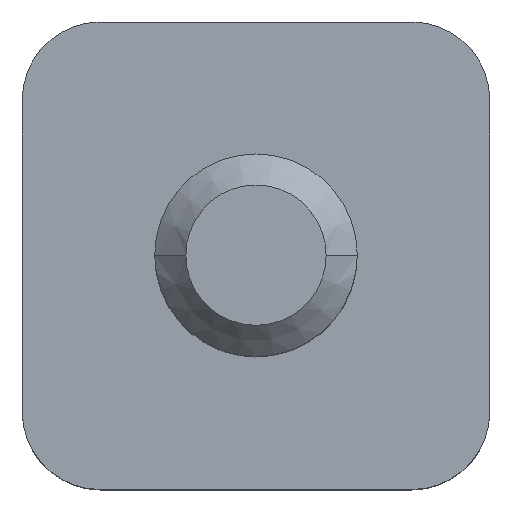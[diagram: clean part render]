
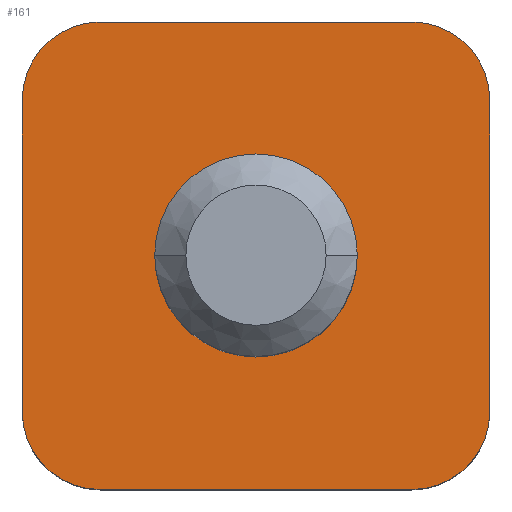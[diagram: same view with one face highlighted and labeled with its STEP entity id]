
A CAD part, top view. The second image highlights one B-rep face of the part: STEP entity #161.
In plain terms, the highlighted planar face has unit normal (0, 0, 1).
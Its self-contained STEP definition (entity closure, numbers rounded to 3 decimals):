
#1 = EDGE_CURVE ( 'NONE', #44, #367, #604, .T. ) ;
#13 = CARTESIAN_POINT ( 'NONE',  ( -7.5, -5., 8.5 ) ) ;
#20 = DIRECTION ( 'NONE',  ( 0., 0., 1. ) ) ;
#24 = DIRECTION ( 'NONE',  ( 0., 0., 1. ) ) ;
#27 = CARTESIAN_POINT ( 'NONE',  ( 5., 7.5, 8.5 ) ) ;
#34 = CIRCLE ( 'NONE', #423, 3.25 ) ;
#44 = VERTEX_POINT ( 'NONE', #459 ) ;
#45 = AXIS2_PLACEMENT_3D ( 'NONE', #490, #24, #166 ) ;
#58 = VECTOR ( 'NONE', #536, 1000. ) ;
#63 = EDGE_CURVE ( 'NONE', #846, #696, #34, .T. ) ;
#77 = CARTESIAN_POINT ( 'NONE',  ( 0., 0., 8.5 ) ) ;
#78 = AXIS2_PLACEMENT_3D ( 'NONE', #721, #571, #377 ) ;
#85 = DIRECTION ( 'NONE',  ( 1., 0., 0. ) ) ;
#91 = ORIENTED_EDGE ( 'NONE', *, *, #1, .T. ) ;
#95 = DIRECTION ( 'NONE',  ( 0., -1., 0. ) ) ;
#98 = CIRCLE ( 'NONE', #575, 2.5 ) ;
#114 = CIRCLE ( 'NONE', #754, 3.25 ) ;
#118 = VERTEX_POINT ( 'NONE', #27 ) ;
#143 = CARTESIAN_POINT ( 'NONE',  ( -5., 7.5, 8.5 ) ) ;
#153 = CARTESIAN_POINT ( 'NONE',  ( -5., 5., 8.5 ) ) ;
#158 = DIRECTION ( 'NONE',  ( 1., 0., 0. ) ) ;
#161 = ADVANCED_FACE ( 'NONE', ( #764, #836 ), #419, .T. ) ;
#166 = DIRECTION ( 'NONE',  ( 1., 0., 0. ) ) ;
#178 = AXIS2_PLACEMENT_3D ( 'NONE', #808, #395, #409 ) ;
#209 = CARTESIAN_POINT ( 'NONE',  ( -7.5, 5., 8.5 ) ) ;
#211 = DIRECTION ( 'NONE',  ( 0., 0., 1. ) ) ;
#236 = CIRCLE ( 'NONE', #730, 2.5 ) ;
#238 = DIRECTION ( 'NONE',  ( 1., 0., 0. ) ) ;
#243 = EDGE_CURVE ( 'NONE', #535, #749, #98, .T. ) ;
#255 = EDGE_CURVE ( 'NONE', #876, #311, #274, .T. ) ;
#267 = CARTESIAN_POINT ( 'NONE',  ( -5., -5., 8.5 ) ) ;
#272 = CARTESIAN_POINT ( 'NONE',  ( 3.25, 0., 8.5 ) ) ;
#274 = LINE ( 'NONE', #678, #58 ) ;
#287 = LINE ( 'NONE', #552, #549 ) ;
#292 = CARTESIAN_POINT ( 'NONE',  ( 7.5, 5., 8.5 ) ) ;
#295 = ORIENTED_EDGE ( 'NONE', *, *, #567, .T. ) ;
#300 = CARTESIAN_POINT ( 'NONE',  ( 0., 0., 8.5 ) ) ;
#311 = VERTEX_POINT ( 'NONE', #292 ) ;
#314 = ORIENTED_EDGE ( 'NONE', *, *, #255, .T. ) ;
#330 = CARTESIAN_POINT ( 'NONE',  ( 5., 7.5, 8.5 ) ) ;
#346 = CARTESIAN_POINT ( 'NONE',  ( -5., -7.5, 8.5 ) ) ;
#348 = CIRCLE ( 'NONE', #178, 2.5 ) ;
#367 = VERTEX_POINT ( 'NONE', #370 ) ;
#370 = CARTESIAN_POINT ( 'NONE',  ( 5., -7.5, 8.5 ) ) ;
#373 = EDGE_CURVE ( 'NONE', #696, #846, #114, .T. ) ;
#375 = ORIENTED_EDGE ( 'NONE', *, *, #63, .F. ) ;
#377 = DIRECTION ( 'NONE',  ( 1., 0., 0. ) ) ;
#390 = CARTESIAN_POINT ( 'NONE',  ( -3.25, 0., 8.5 ) ) ;
#395 = DIRECTION ( 'NONE',  ( 0., 0., 1. ) ) ;
#409 = DIRECTION ( 'NONE',  ( 1., 0., 0. ) ) ;
#419 = PLANE ( 'NONE',  #45 ) ;
#423 = AXIS2_PLACEMENT_3D ( 'NONE', #77, #466, #85 ) ;
#434 = EDGE_LOOP ( 'NONE', ( #738, #375 ) ) ;
#459 = CARTESIAN_POINT ( 'NONE',  ( -5., -7.5, 8.5 ) ) ;
#466 = DIRECTION ( 'NONE',  ( 0., 0., 1. ) ) ;
#478 = EDGE_CURVE ( 'NONE', #311, #118, #828, .T. ) ;
#490 = CARTESIAN_POINT ( 'NONE',  ( -5., -5., 8.5 ) ) ;
#525 = LINE ( 'NONE', #330, #853 ) ;
#535 = VERTEX_POINT ( 'NONE', #143 ) ;
#536 = DIRECTION ( 'NONE',  ( 0., 1., 0. ) ) ;
#549 = VECTOR ( 'NONE', #95, 1000. ) ;
#552 = CARTESIAN_POINT ( 'NONE',  ( -7.5, 5., 8.5 ) ) ;
#567 = EDGE_CURVE ( 'NONE', #367, #876, #348, .T. ) ;
#568 = DIRECTION ( 'NONE',  ( 0., 0., 1. ) ) ;
#571 = DIRECTION ( 'NONE',  ( 0., 0., 1. ) ) ;
#572 = EDGE_LOOP ( 'NONE', ( #723, #91, #295, #314, #633, #861, #573, #653 ) ) ;
#573 = ORIENTED_EDGE ( 'NONE', *, *, #243, .T. ) ;
#575 = AXIS2_PLACEMENT_3D ( 'NONE', #153, #20, #158 ) ;
#587 = DIRECTION ( 'NONE',  ( -1., 0., 0. ) ) ;
#604 = LINE ( 'NONE', #346, #637 ) ;
#608 = EDGE_CURVE ( 'NONE', #768, #44, #236, .T. ) ;
#626 = CARTESIAN_POINT ( 'NONE',  ( 7.5, -5., 8.5 ) ) ;
#633 = ORIENTED_EDGE ( 'NONE', *, *, #478, .T. ) ;
#637 = VECTOR ( 'NONE', #814, 1000. ) ;
#653 = ORIENTED_EDGE ( 'NONE', *, *, #869, .T. ) ;
#678 = CARTESIAN_POINT ( 'NONE',  ( 7.5, -5., 8.5 ) ) ;
#696 = VERTEX_POINT ( 'NONE', #390 ) ;
#719 = DIRECTION ( 'NONE',  ( 1., 0., 0. ) ) ;
#721 = CARTESIAN_POINT ( 'NONE',  ( 5., 5., 8.5 ) ) ;
#723 = ORIENTED_EDGE ( 'NONE', *, *, #608, .T. ) ;
#730 = AXIS2_PLACEMENT_3D ( 'NONE', #267, #211, #719 ) ;
#738 = ORIENTED_EDGE ( 'NONE', *, *, #373, .F. ) ;
#741 = EDGE_CURVE ( 'NONE', #118, #535, #525, .T. ) ;
#749 = VERTEX_POINT ( 'NONE', #209 ) ;
#754 = AXIS2_PLACEMENT_3D ( 'NONE', #300, #568, #238 ) ;
#764 = FACE_BOUND ( 'NONE', #434, .T. ) ;
#768 = VERTEX_POINT ( 'NONE', #13 ) ;
#808 = CARTESIAN_POINT ( 'NONE',  ( 5., -5., 8.5 ) ) ;
#814 = DIRECTION ( 'NONE',  ( 1., 0., 0. ) ) ;
#828 = CIRCLE ( 'NONE', #78, 2.5 ) ;
#836 = FACE_OUTER_BOUND ( 'NONE', #572, .T. ) ;
#846 = VERTEX_POINT ( 'NONE', #272 ) ;
#853 = VECTOR ( 'NONE', #587, 1000. ) ;
#861 = ORIENTED_EDGE ( 'NONE', *, *, #741, .T. ) ;
#869 = EDGE_CURVE ( 'NONE', #749, #768, #287, .T. ) ;
#876 = VERTEX_POINT ( 'NONE', #626 ) ;
